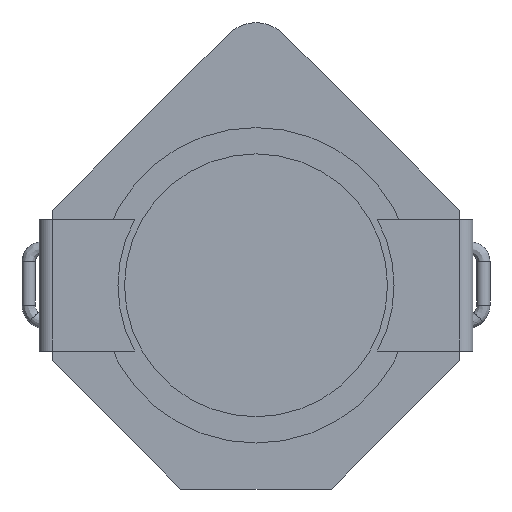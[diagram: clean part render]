
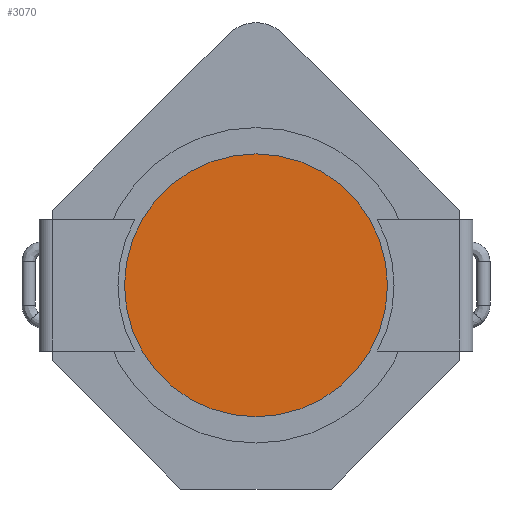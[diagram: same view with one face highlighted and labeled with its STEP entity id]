
A CAD part, front view. The second image highlights one B-rep face of the part: STEP entity #3070.
In plain terms, the highlighted planar face has unit normal (0, -1, 0).
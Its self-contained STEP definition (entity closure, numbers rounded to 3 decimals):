
#15 = VERTEX_POINT ( 'NONE', #831 ) ;
#34 = AXIS2_PLACEMENT_3D ( 'NONE', #3192, #1183, #1943 ) ;
#55 = AXIS2_PLACEMENT_3D ( 'NONE', #2607, #1098, #2853 ) ;
#626 = CARTESIAN_POINT ( 'NONE',  ( 0., 0.1, -1. ) ) ;
#669 = ORIENTED_EDGE ( 'NONE', *, *, #854, .F. ) ;
#734 = CARTESIAN_POINT ( 'NONE',  ( 0., 0.1, 0. ) ) ;
#766 = CIRCLE ( 'NONE', #2125, 1. ) ;
#831 = CARTESIAN_POINT ( 'NONE',  ( 0., 0.1, 1. ) ) ;
#854 = EDGE_CURVE ( 'NONE', #15, #3025, #766, .T. ) ;
#1098 = DIRECTION ( 'NONE',  ( 0., 1., 0. ) ) ;
#1183 = DIRECTION ( 'NONE',  ( 0., -1., 0. ) ) ;
#1560 = CIRCLE ( 'NONE', #55, 1. ) ;
#1766 = DIRECTION ( 'NONE',  ( 0., 0., -1. ) ) ;
#1943 = DIRECTION ( 'NONE',  ( 0., 0., -1. ) ) ;
#2125 = AXIS2_PLACEMENT_3D ( 'NONE', #734, #2527, #1766 ) ;
#2441 = EDGE_CURVE ( 'NONE', #3025, #15, #1560, .T. ) ;
#2527 = DIRECTION ( 'NONE',  ( 0., 1., 0. ) ) ;
#2540 = ORIENTED_EDGE ( 'NONE', *, *, #2441, .F. ) ;
#2607 = CARTESIAN_POINT ( 'NONE',  ( 0., 0.1, 0. ) ) ;
#2623 = EDGE_LOOP ( 'NONE', ( #2540, #669 ) ) ;
#2853 = DIRECTION ( 'NONE',  ( 0., 0., -1. ) ) ;
#2873 = FACE_OUTER_BOUND ( 'NONE', #2623, .T. ) ;
#2936 = PLANE ( 'NONE',  #34 ) ;
#3025 = VERTEX_POINT ( 'NONE', #626 ) ;
#3070 = ADVANCED_FACE ( 'NONE', ( #2873 ), #2936, .T. ) ;
#3192 = CARTESIAN_POINT ( 'NONE',  ( 0., 0.1, 1.697 ) ) ;
